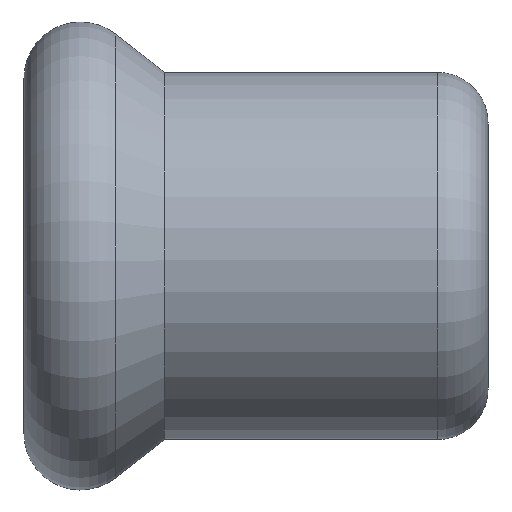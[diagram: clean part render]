
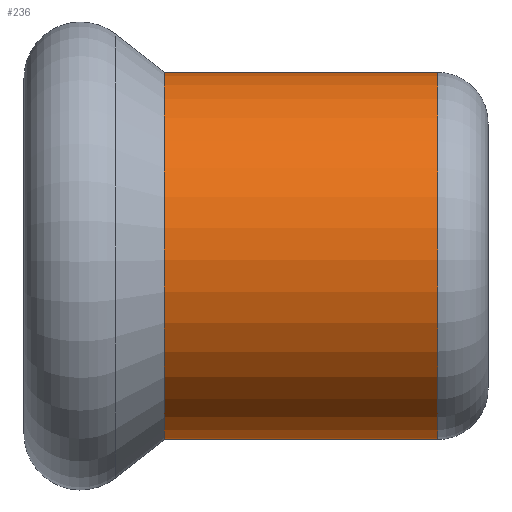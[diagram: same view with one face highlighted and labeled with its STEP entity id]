
A CAD part, front view. The second image highlights one B-rep face of the part: STEP entity #236.
In plain terms, the highlighted cylindrical face has radius 9.1 mm (diameter 18.2 mm), a full revolution.
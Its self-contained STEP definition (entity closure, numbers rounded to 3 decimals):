
#25=LINE('',#422,#32);
#32=VECTOR('',#339,9.1);
#39=CYLINDRICAL_SURFACE('',#282,9.1);
#44=FACE_OUTER_BOUND('',#60,.T.);
#60=EDGE_LOOP('',(#163,#164,#165,#166,#167));
#82=CIRCLE('',#283,9.1);
#83=CIRCLE('',#284,9.1);
#84=CIRCLE('',#285,9.1);
#104=VERTEX_POINT('',#419);
#105=VERTEX_POINT('',#421);
#106=VERTEX_POINT('',#423);
#126=EDGE_CURVE('',#104,#104,#82,.T.);
#127=EDGE_CURVE('',#104,#105,#25,.T.);
#128=EDGE_CURVE('',#105,#106,#83,.T.);
#129=EDGE_CURVE('',#106,#105,#84,.T.);
#163=ORIENTED_EDGE('',*,*,#126,.F.);
#164=ORIENTED_EDGE('',*,*,#127,.T.);
#165=ORIENTED_EDGE('',*,*,#128,.T.);
#166=ORIENTED_EDGE('',*,*,#129,.T.);
#167=ORIENTED_EDGE('',*,*,#127,.F.);
#236=ADVANCED_FACE('',(#44),#39,.T.);
#282=AXIS2_PLACEMENT_3D('',#418,#335,#336);
#283=AXIS2_PLACEMENT_3D('',#420,#337,#338);
#284=AXIS2_PLACEMENT_3D('',#424,#340,#341);
#285=AXIS2_PLACEMENT_3D('',#425,#342,#343);
#335=DIRECTION('center_axis',(-1.,0.,0.));
#336=DIRECTION('ref_axis',(0.,0.878,-0.479));
#337=DIRECTION('center_axis',(-1.,0.,0.));
#338=DIRECTION('ref_axis',(0.,1.,0.));
#339=DIRECTION('',(1.,0.,0.));
#340=DIRECTION('center_axis',(-1.,0.,0.));
#341=DIRECTION('ref_axis',(0.,1.,0.));
#342=DIRECTION('center_axis',(-1.,0.,0.));
#343=DIRECTION('ref_axis',(0.,1.,0.));
#418=CARTESIAN_POINT('Origin',(-2.25,0.,0.));
#419=CARTESIAN_POINT('',(-16.036,-7.986,4.363));
#420=CARTESIAN_POINT('Origin',(-16.036,0.,0.));
#421=CARTESIAN_POINT('',(-2.5,-7.986,4.363));
#422=CARTESIAN_POINT('',(-2.25,-7.986,4.363));
#423=CARTESIAN_POINT('',(-2.5,-4.363,-7.986));
#424=CARTESIAN_POINT('Origin',(-2.5,0.,0.));
#425=CARTESIAN_POINT('Origin',(-2.5,0.,0.));
